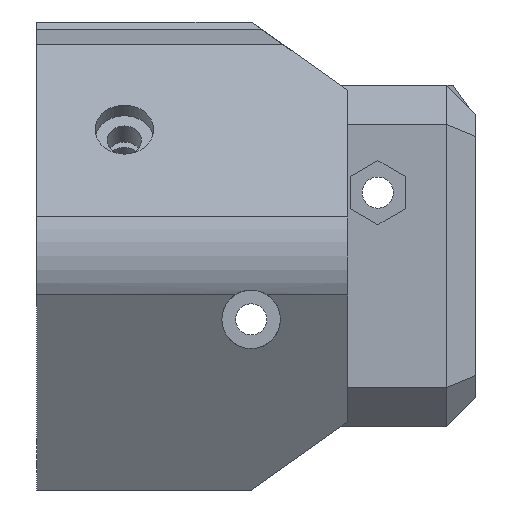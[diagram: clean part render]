
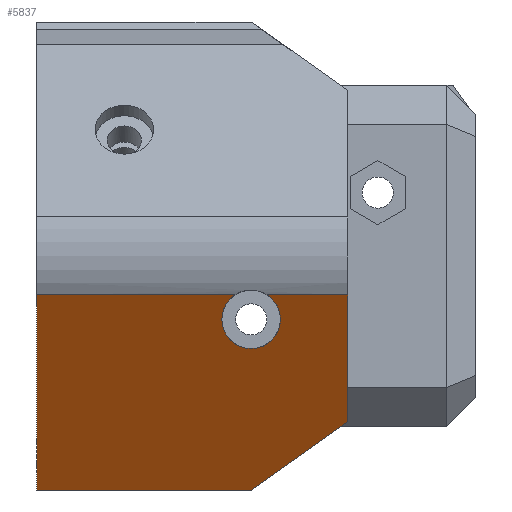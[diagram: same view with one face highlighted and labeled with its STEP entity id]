
A CAD part, left-side view. The second image highlights one B-rep face of the part: STEP entity #5837.
In plain terms, the highlighted planar face has unit normal (-0.838, 0, -0.546).
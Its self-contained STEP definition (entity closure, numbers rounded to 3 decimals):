
#886=CARTESIAN_POINT('Vertex',(-47.,18.,-24.)) ;
#889=CARTESIAN_POINT('Line Origine',(-53.514,18.,-14.)) ;
#893=CARTESIAN_POINT('Vertex',(-60.028,18.,-4.)) ;
#1677=CARTESIAN_POINT('Vertex',(-58.4,-1.,-6.5)) ;
#1681=CARTESIAN_POINT('Control Point',(-58.4,-1.,-6.5)) ;
#1682=CARTESIAN_POINT('Control Point',(-58.044,-1.,-7.046)) ;
#1683=CARTESIAN_POINT('Control Point',(-57.688,-1.124,-7.593)) ;
#1684=CARTESIAN_POINT('Control Point',(-57.348,-1.371,-8.114)) ;
#1685=CARTESIAN_POINT('Control Point',(-56.848,-2.002,-8.883)) ;
#1686=CARTESIAN_POINT('Control Point',(-56.542,-2.94,-9.352)) ;
#1687=CARTESIAN_POINT('Control Point',(-56.461,-3.35,-9.476)) ;
#1688=CARTESIAN_POINT('Control Point',(-56.41,-4.084,-9.554)) ;
#1689=CARTESIAN_POINT('Control Point',(-56.501,-4.797,-9.415)) ;
#1690=CARTESIAN_POINT('Control Point',(-56.562,-5.08,-9.322)) ;
#1691=CARTESIAN_POINT('Control Point',(-56.731,-5.632,-9.061)) ;
#1692=CARTESIAN_POINT('Control Point',(-56.974,-6.085,-8.689)) ;
#1693=CARTESIAN_POINT('Control Point',(-57.116,-6.291,-8.47)) ;
#1694=CARTESIAN_POINT('Control Point',(-57.441,-6.658,-7.971)) ;
#1695=CARTESIAN_POINT('Control Point',(-57.803,-6.882,-7.416)) ;
#1696=CARTESIAN_POINT('Control Point',(-58.,-6.961,-7.114)) ;
#1697=CARTESIAN_POINT('Control Point',(-58.2,-7.,-6.807)) ;
#1698=CARTESIAN_POINT('Control Point',(-58.4,-7.,-6.5)) ;
#1699=CARTESIAN_POINT('Vertex',(-58.4,-7.,-6.5)) ;
#1740=CARTESIAN_POINT('Control Point',(-60.028,-5.658,-4.)) ;
#1741=CARTESIAN_POINT('Control Point',(-59.742,-6.321,-4.44)) ;
#1742=CARTESIAN_POINT('Control Point',(-59.321,-6.782,-5.086)) ;
#1743=CARTESIAN_POINT('Control Point',(-58.861,-7.,-5.792)) ;
#1744=CARTESIAN_POINT('Control Point',(-58.4,-7.,-6.5)) ;
#1745=CARTESIAN_POINT('Vertex',(-60.028,-5.658,-4.)) ;
#1755=CARTESIAN_POINT('Vertex',(-60.028,-2.342,-4.)) ;
#1759=CARTESIAN_POINT('Control Point',(-60.028,-2.342,-4.)) ;
#1760=CARTESIAN_POINT('Control Point',(-59.742,-1.679,-4.44)) ;
#1761=CARTESIAN_POINT('Control Point',(-59.321,-1.218,-5.086)) ;
#1762=CARTESIAN_POINT('Control Point',(-58.861,-1.,-5.792)) ;
#1763=CARTESIAN_POINT('Control Point',(-58.4,-1.,-6.5)) ;
#5764=CARTESIAN_POINT('Line Origine',(-60.028,1.5,-4.)) ;
#5769=CARTESIAN_POINT('Line Origine',(-60.028,1.5,-4.)) ;
#5773=CARTESIAN_POINT('Vertex',(-60.028,-13.9,-4.)) ;
#5802=CARTESIAN_POINT('Axis2P3D Location',(-47.,0.,-24.)) ;
#5807=CARTESIAN_POINT('Line Origine',(-47.,7.,-24.)) ;
#5811=CARTESIAN_POINT('Vertex',(-47.,-4.001,-24.)) ;
#5814=CARTESIAN_POINT('Line Origine',(-49.28,-8.95,-20.5)) ;
#5818=CARTESIAN_POINT('Vertex',(-51.56,-13.9,-17.)) ;
#5821=CARTESIAN_POINT('Line Origine',(-55.794,-13.9,-10.5)) ;
#890=DIRECTION('Vector Direction',(-0.546,0.,0.838)) ;
#5765=DIRECTION('Vector Direction',(0.,1.,0.)) ;
#5770=DIRECTION('Vector Direction',(0.,1.,0.)) ;
#5803=DIRECTION('Axis2P3D Direction',(-0.838,0.,-0.546)) ;
#5804=DIRECTION('Axis2P3D XDirection',(-0.546,0.,0.838)) ;
#5808=DIRECTION('Vector Direction',(0.,1.,0.)) ;
#5815=DIRECTION('Vector Direction',(-0.352,-0.764,0.54)) ;
#5822=DIRECTION('Vector Direction',(0.546,0.,-0.838)) ;
#5805=AXIS2_PLACEMENT_3D('Plane Axis2P3D',#5802,#5803,#5804) ;
#5827=ORIENTED_EDGE('',*,*,#5775,.T.) ;
#5828=ORIENTED_EDGE('',*,*,#1747,.T.) ;
#5829=ORIENTED_EDGE('',*,*,#1701,.F.) ;
#5830=ORIENTED_EDGE('',*,*,#1764,.F.) ;
#5831=ORIENTED_EDGE('',*,*,#5768,.T.) ;
#5832=ORIENTED_EDGE('',*,*,#895,.F.) ;
#5833=ORIENTED_EDGE('',*,*,#5813,.F.) ;
#5834=ORIENTED_EDGE('',*,*,#5820,.T.) ;
#5835=ORIENTED_EDGE('',*,*,#5825,.F.) ;
#891=VECTOR('Line Direction',#890,1.) ;
#5766=VECTOR('Line Direction',#5765,1.) ;
#5771=VECTOR('Line Direction',#5770,1.) ;
#5809=VECTOR('Line Direction',#5808,1.) ;
#5816=VECTOR('Line Direction',#5815,1.) ;
#5823=VECTOR('Line Direction',#5822,1.) ;
#5837=ADVANCED_FACE('Corps principal',(#5836),#5806,.T.) ;
#1680=B_SPLINE_CURVE_WITH_KNOTS('',5,(#1681,#1682,#1683,#1684,#1685,#1686,#1687,#1688,#1689,#1690,#1691,#1692,#1693,#1694,#1695,#1696,#1697,#1698),.UNSPECIFIED.,.F.,.U.,(6,3,3,3,3,6),(0.,4.612,7.61,9.73,12.056,14.645),.UNSPECIFIED.) ;
#1739=B_SPLINE_CURVE_WITH_KNOTS('',4,(#1740,#1741,#1742,#1743,#1744),.UNSPECIFIED.,.F.,.U.,(5,5),(0.,4.782),.UNSPECIFIED.) ;
#1758=B_SPLINE_CURVE_WITH_KNOTS('',4,(#1759,#1760,#1761,#1762,#1763),.UNSPECIFIED.,.F.,.U.,(5,5),(0.,4.782),.UNSPECIFIED.) ;
#895=EDGE_CURVE('',#887,#894,#892,.T.) ;
#1701=EDGE_CURVE('',#1678,#1700,#1680,.T.) ;
#1747=EDGE_CURVE('',#1746,#1700,#1739,.T.) ;
#1764=EDGE_CURVE('',#1756,#1678,#1758,.T.) ;
#5768=EDGE_CURVE('',#1756,#894,#5767,.T.) ;
#5775=EDGE_CURVE('',#5774,#1746,#5772,.T.) ;
#5813=EDGE_CURVE('',#5812,#887,#5810,.T.) ;
#5820=EDGE_CURVE('',#5812,#5819,#5817,.T.) ;
#5825=EDGE_CURVE('',#5774,#5819,#5824,.T.) ;
#5826=EDGE_LOOP('',(#5827,#5828,#5829,#5830,#5831,#5832,#5833,#5834,#5835)) ;
#5836=FACE_OUTER_BOUND('',#5826,.T.) ;
#892=LINE('Line',#889,#891) ;
#5767=LINE('Line',#5764,#5766) ;
#5772=LINE('Line',#5769,#5771) ;
#5810=LINE('Line',#5807,#5809) ;
#5817=LINE('Line',#5814,#5816) ;
#5824=LINE('Line',#5821,#5823) ;
#5806=PLANE('',#5805) ;
#887=VERTEX_POINT('',#886) ;
#894=VERTEX_POINT('',#893) ;
#1678=VERTEX_POINT('',#1677) ;
#1700=VERTEX_POINT('',#1699) ;
#1746=VERTEX_POINT('',#1745) ;
#1756=VERTEX_POINT('',#1755) ;
#5774=VERTEX_POINT('',#5773) ;
#5812=VERTEX_POINT('',#5811) ;
#5819=VERTEX_POINT('',#5818) ;
